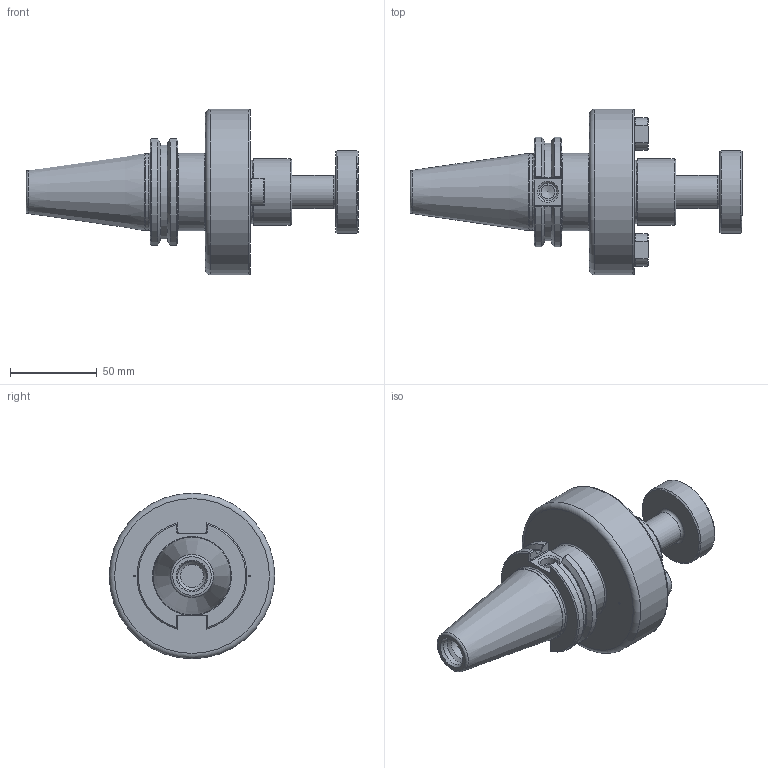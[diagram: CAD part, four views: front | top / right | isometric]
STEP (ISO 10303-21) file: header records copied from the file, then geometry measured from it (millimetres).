
FILE_DESCRIPTION((''),'2;1');
FILE_NAME('C40-15SM2.stp','2014-10-28T13:53:31',('kaykin'),(''),'Autodesk Inventor 2012','Autodesk Inventor 2012','');
FILE_SCHEMA(('AUTOMOTIVE_DESIGN { 1 0 10303 214 1 1 1 1 }'));
Length unit declared in the file: inch
Products named in the file (4): C40-15SM2; C40-15SM2-1; 15LS; 15KY
Assembly tree (4 placements, depth 2):
  C40-15SM2
    C40-15SM2-1
    15LS
    15KY  x2
Bounding box: 191.11 x 95.25 x 95.25 mm (x, y, z)
Volume: 348688.2 mm3; surface area: 61904.3 mm2
Topology: 4 solids, 4 shells, 168 faces, 409 edges, 260 vertices
Faces by surface type: plane 63, cylinder 46, cone 42, torus 9, bspline 8
Full cylindrical faces by diameter (mm): 4.826 x2, 8 x1, 9.525 x1, 10.135 x1, 13.386 x1, 14.986 x2, 15.478 x2, 15.862 x2, 15.888 x2, 16.459 x1, 17.323 x1, 19.05 x1, 20.32 x1, 36.566 x1, 38.09 x1, 43.942 x1, 44.45 x1, 47.752 x1, 95.25 x1
Entity records: 5228 total; most frequent: CARTESIAN_POINT 1856, DIRECTION 644, ORIENTED_EDGE 608, EDGE_CURVE 304, AXIS2_PLACEMENT_3D 268, VERTEX_POINT 222, EDGE_LOOP 220, FACE_OUTER_BOUND 150
